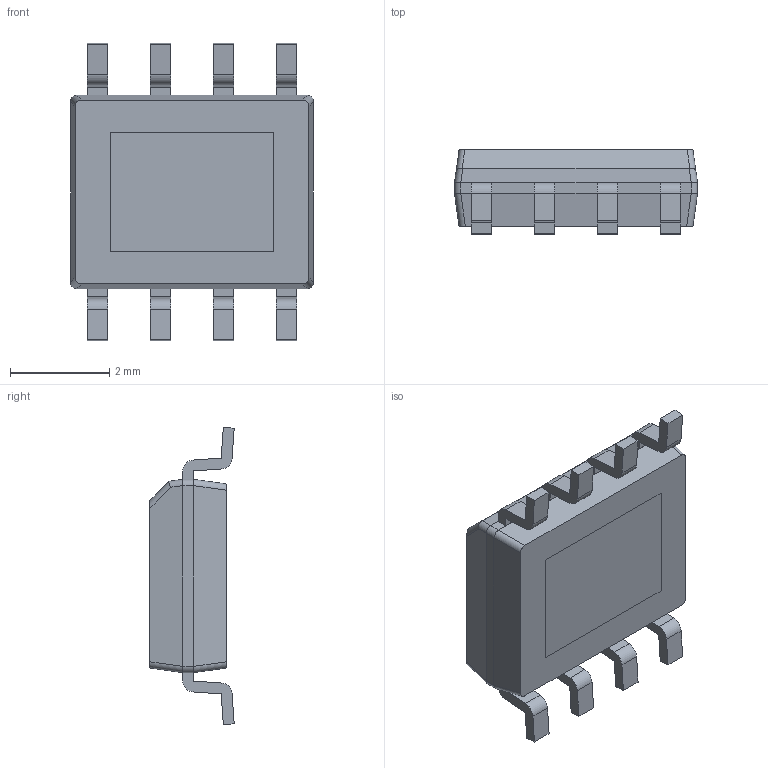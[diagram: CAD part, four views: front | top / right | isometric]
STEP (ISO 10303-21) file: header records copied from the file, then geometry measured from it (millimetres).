
FILE_DESCRIPTION (( 'STEP AP214' ), '1' );
FILE_NAME ('MP1584EN-LF-Z.STEP', '2020-04-21T20:17:25', ( '' ), ( '' ), 'SwSTEP 2.0', 'SolidWorks 2017', '' );
FILE_SCHEMA (( 'AUTOMOTIVE_DESIGN' ));
Length unit declared in the file: inch
Products named in the file (1): MP1584EN-LF-Z
Bounding box: 4.9 x 1.7 x 5.99 mm (x, y, z)
Volume: 29.5 mm3; surface area: 101.9 mm2
Topology: 11 solids, 11 shells, 159 faces, 405 edges, 270 vertices
Faces by surface type: plane 109, cylinder 50
Entity records: 4921 total; most frequent: CARTESIAN_POINT 943, ORIENTED_EDGE 810, DIRECTION 761, EDGE_CURVE 405, VECTOR 297, LINE 297, VERTEX_POINT 270, AXIS2_PLACEMENT_3D 232
